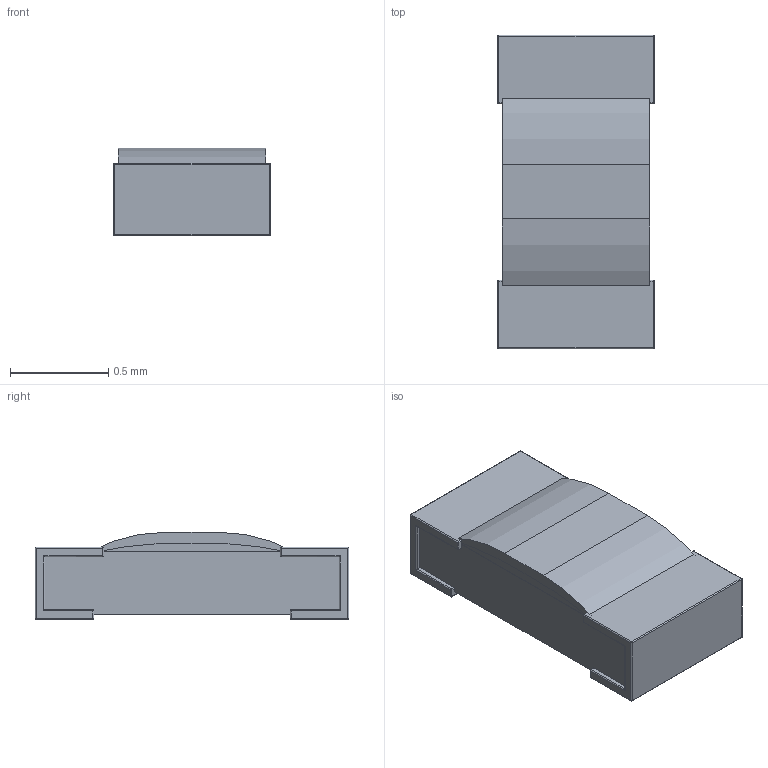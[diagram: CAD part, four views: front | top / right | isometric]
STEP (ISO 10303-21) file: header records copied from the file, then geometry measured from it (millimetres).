
FILE_DESCRIPTION(('STEP AP214'),'1');
FILE_NAME('TF16VN 3D.stp','2020-03-26T02:03:07',(' '),(' '),'Spatial InterOp 3D',' ',' ');
FILE_SCHEMA(('AUTOMOTIVE_DESIGN { 1 0 10303 214 1 1 1 1 }'));
Length unit declared in the file: metre
Products named in the file (6): TF16VN 3D; Component1; Component2; Component3; Component4; Component5
Assembly tree (5 placements, depth 2):
  TF16VN 3D
    Component1
    Component2
    Component3
    Component4
    Component5
Bounding box: 0.8 x 1.6 x 0.45 mm (x, y, z)
Volume: 0.5 mm3; surface area: 10.4 mm2
Topology: 5 solids, 5 shells, 112 faces, 298 edges, 196 vertices
Faces by surface type: cylinder 58, plane 54
Entity records: 4570 total; most frequent: DIRECTION 642, CARTESIAN_POINT 612, ORIENTED_EDGE 596, EDGE_CURVE 298, AXIS2_PLACEMENT_3D 226, VERTEX_POINT 196, LINE 190, VECTOR 190
